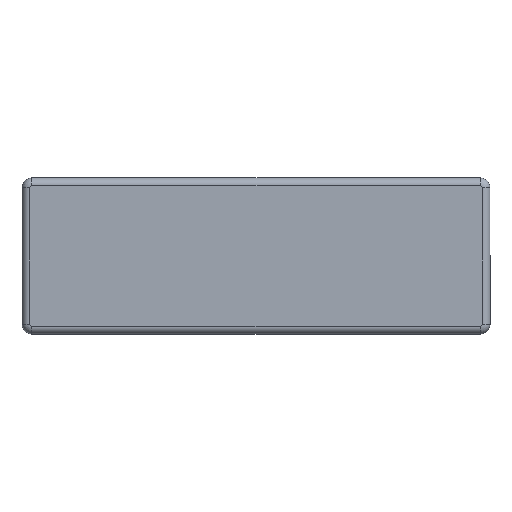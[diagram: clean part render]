
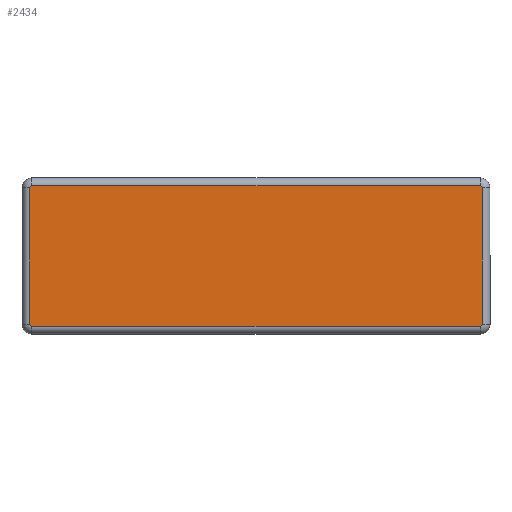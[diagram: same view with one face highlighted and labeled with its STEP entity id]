
A CAD part, top view. The second image highlights one B-rep face of the part: STEP entity #2434.
In plain terms, the highlighted planar face has unit normal (0, 0, 1).
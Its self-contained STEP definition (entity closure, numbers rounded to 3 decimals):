
#90 = CARTESIAN_POINT ( 'NONE',  ( -58., -17.5, 2.5 ) ) ;
#592 = CARTESIAN_POINT ( 'NONE',  ( 57.5, -17.5, 2.5 ) ) ;
#596 = PLANE ( 'NONE',  #1689 ) ;
#598 = DIRECTION ( 'NONE',  ( 0., 0., -1. ) ) ;
#599 = DIRECTION ( 'NONE',  ( -1., 0., 0. ) ) ;
#838 = EDGE_CURVE ( 'NONE', #2802, #2794, #4108, .T. ) ;
#839 = EDGE_CURVE ( 'NONE', #2801, #2802, #4109, .T. ) ;
#840 = EDGE_CURVE ( 'NONE', #2800, #2801, #4111, .T. ) ;
#841 = EDGE_CURVE ( 'NONE', #2799, #2800, #4113, .T. ) ;
#842 = EDGE_CURVE ( 'NONE', #2798, #2799, #4114, .T. ) ;
#843 = EDGE_CURVE ( 'NONE', #2797, #2798, #4116, .T. ) ;
#844 = EDGE_CURVE ( 'NONE', #2795, #2797, #4117, .T. ) ;
#845 = EDGE_CURVE ( 'NONE', #2794, #2795, #4119, .T. ) ;
#1435 = EDGE_LOOP ( 'NONE', ( #3077, #3076, #3075, #3074, #3073, #3072, #3071, #3070 ) ) ;
#1562 = AXIS2_PLACEMENT_3D ( 'NONE', #3919, #3920, #3921 ) ;
#1563 = AXIS2_PLACEMENT_3D ( 'NONE', #3924, #3925, #3926 ) ;
#1564 = AXIS2_PLACEMENT_3D ( 'NONE', #3929, #3930, #3931 ) ;
#1565 = AXIS2_PLACEMENT_3D ( 'NONE', #3933, #3934, #3935 ) ;
#1689 = AXIS2_PLACEMENT_3D ( 'NONE', #592, #598, #599 ) ;
#2434 = ADVANCED_FACE ( 'NONE', ( #4550 ), #596, .F. ) ;
#2794 = VERTEX_POINT ( 'NONE', #5591 ) ;
#2795 = VERTEX_POINT ( 'NONE', #5592 ) ;
#2797 = VERTEX_POINT ( 'NONE', #5594 ) ;
#2798 = VERTEX_POINT ( 'NONE', #5595 ) ;
#2799 = VERTEX_POINT ( 'NONE', #5596 ) ;
#2800 = VERTEX_POINT ( 'NONE', #5597 ) ;
#2801 = VERTEX_POINT ( 'NONE', #5598 ) ;
#2802 = VERTEX_POINT ( 'NONE', #5599 ) ;
#3070 = ORIENTED_EDGE ( 'NONE', *, *, #838, .T. ) ;
#3071 = ORIENTED_EDGE ( 'NONE', *, *, #839, .T. ) ;
#3072 = ORIENTED_EDGE ( 'NONE', *, *, #840, .T. ) ;
#3073 = ORIENTED_EDGE ( 'NONE', *, *, #841, .T. ) ;
#3074 = ORIENTED_EDGE ( 'NONE', *, *, #842, .T. ) ;
#3075 = ORIENTED_EDGE ( 'NONE', *, *, #843, .T. ) ;
#3076 = ORIENTED_EDGE ( 'NONE', *, *, #844, .T. ) ;
#3077 = ORIENTED_EDGE ( 'NONE', *, *, #845, .T. ) ;
#3917 = DIRECTION ( 'NONE',  ( 0., -1., 0. ) ) ;
#3918 = CARTESIAN_POINT ( 'NONE',  ( 57.5, -18., 2.5 ) ) ;
#3919 = CARTESIAN_POINT ( 'NONE',  ( 57.5, -17.5, 2.5 ) ) ;
#3920 = DIRECTION ( 'NONE',  ( 0., 0., 1. ) ) ;
#3921 = DIRECTION ( 'NONE',  ( -1., 0., 0. ) ) ;
#3922 = DIRECTION ( 'NONE',  ( 1., 0., 0. ) ) ;
#3923 = CARTESIAN_POINT ( 'NONE',  ( 57.5, 18., 2.5 ) ) ;
#3924 = CARTESIAN_POINT ( 'NONE',  ( -57.5, -17.5, 2.5 ) ) ;
#3925 = DIRECTION ( 'NONE',  ( 0., 0., 1. ) ) ;
#3926 = DIRECTION ( 'NONE',  ( -1., 0., 0. ) ) ;
#3927 = CARTESIAN_POINT ( 'NONE',  ( 58., -17.5, 2.5 ) ) ;
#3928 = DIRECTION ( 'NONE',  ( 0., 1., 0. ) ) ;
#3929 = CARTESIAN_POINT ( 'NONE',  ( -57.5, 17.5, 2.5 ) ) ;
#3930 = DIRECTION ( 'NONE',  ( 0., 0., 1. ) ) ;
#3931 = DIRECTION ( 'NONE',  ( -1., 0., 0. ) ) ;
#3932 = DIRECTION ( 'NONE',  ( -1., 0., 0. ) ) ;
#3933 = CARTESIAN_POINT ( 'NONE',  ( 57.5, 17.5, 2.5 ) ) ;
#3934 = DIRECTION ( 'NONE',  ( 0., 0., 1. ) ) ;
#3935 = DIRECTION ( 'NONE',  ( -1., 0., 0. ) ) ;
#4108 = CIRCLE ( 'NONE', #1562, 0.5 ) ;
#4109 = LINE ( 'NONE', #3918, #4112 ) ;
#4111 = CIRCLE ( 'NONE', #1563, 0.5 ) ;
#4112 = VECTOR ( 'NONE', #3922, 1000. ) ;
#4113 = LINE ( 'NONE', #90, #4115 ) ;
#4114 = CIRCLE ( 'NONE', #1564, 0.5 ) ;
#4115 = VECTOR ( 'NONE', #3917, 1000. ) ;
#4116 = LINE ( 'NONE', #3923, #4118 ) ;
#4117 = CIRCLE ( 'NONE', #1565, 0.5 ) ;
#4118 = VECTOR ( 'NONE', #3932, 1000. ) ;
#4119 = LINE ( 'NONE', #3927, #4121 ) ;
#4121 = VECTOR ( 'NONE', #3928, 1000. ) ;
#4550 = FACE_OUTER_BOUND ( 'NONE', #1435, .T. ) ;
#5591 = CARTESIAN_POINT ( 'NONE',  ( 58., -17.5, 2.5 ) ) ;
#5592 = CARTESIAN_POINT ( 'NONE',  ( 58., 17.5, 2.5 ) ) ;
#5594 = CARTESIAN_POINT ( 'NONE',  ( 57.5, 18., 2.5 ) ) ;
#5595 = CARTESIAN_POINT ( 'NONE',  ( -57.5, 18., 2.5 ) ) ;
#5596 = CARTESIAN_POINT ( 'NONE',  ( -58., 17.5, 2.5 ) ) ;
#5597 = CARTESIAN_POINT ( 'NONE',  ( -58., -17.5, 2.5 ) ) ;
#5598 = CARTESIAN_POINT ( 'NONE',  ( -57.5, -18., 2.5 ) ) ;
#5599 = CARTESIAN_POINT ( 'NONE',  ( 57.5, -18., 2.5 ) ) ;
